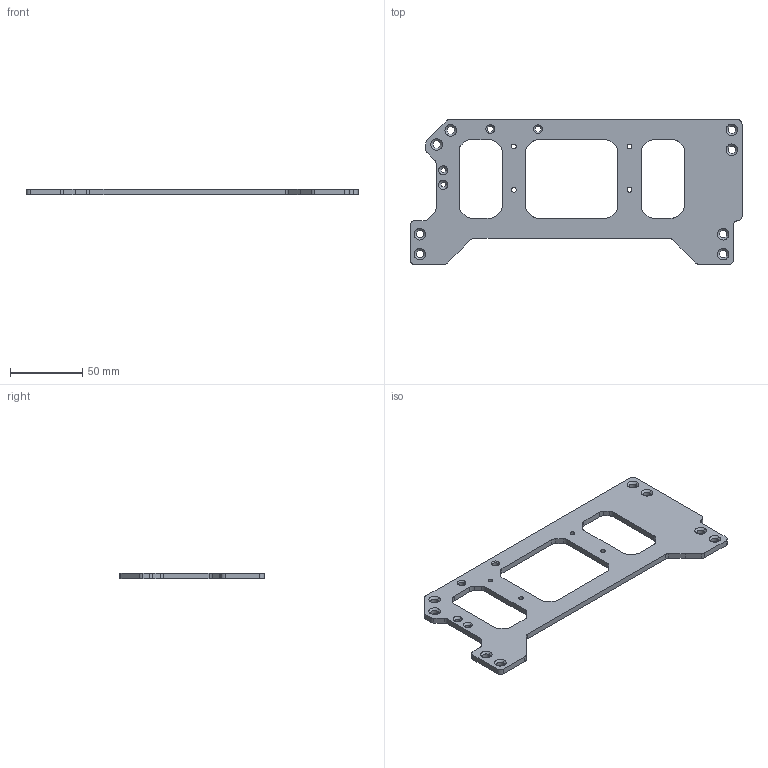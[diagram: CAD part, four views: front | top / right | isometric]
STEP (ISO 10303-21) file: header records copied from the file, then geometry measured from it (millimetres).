
FILE_DESCRIPTION (( 'STEP AP214' ), '1' );
FILE_NAME ('階啣_麥芛_赻蕾.STEP', '2025-08-11T07:34:15', ( '' ), ( '' ), 'SwSTEP 2.0', 'SolidWorks 2021', '' );
FILE_SCHEMA (( 'AUTOMOTIVE_DESIGN' ));
Length unit declared in the file: millimetre
Products named in the file (1): 階啣_麥芛_赻蕾
Bounding box: 229.6 x 100 x 4 mm (x, y, z)
Volume: 48158.8 mm3; surface area: 29705 mm2
Topology: 1 solids, 1 shells, 139 faces, 387 edges, 250 vertices
Faces by surface type: cylinder 72, plane 43, cone 24
Entity records: 4695 total; most frequent: DIRECTION 835, CARTESIAN_POINT 777, ORIENTED_EDGE 774, EDGE_CURVE 387, AXIS2_PLACEMENT_3D 308, VERTEX_POINT 250, VECTOR 219, LINE 219
